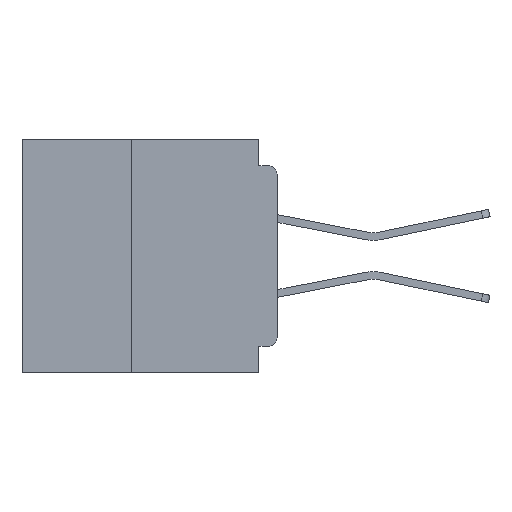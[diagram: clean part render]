
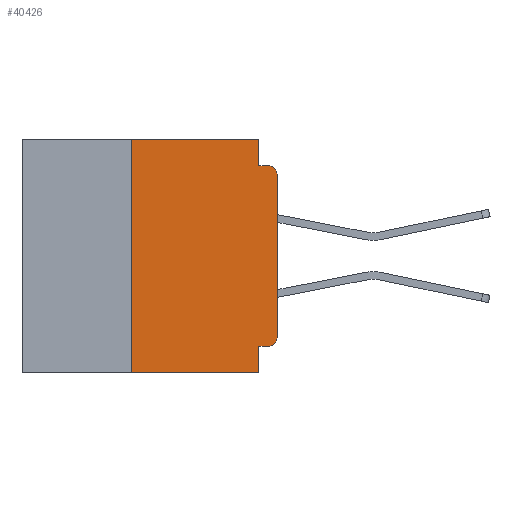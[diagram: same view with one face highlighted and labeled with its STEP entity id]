
A CAD part, left-side view. The second image highlights one B-rep face of the part: STEP entity #40426.
In plain terms, the highlighted planar face has unit normal (-1, 0, 0).
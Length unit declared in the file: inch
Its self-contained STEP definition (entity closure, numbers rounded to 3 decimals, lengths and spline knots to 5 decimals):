
#999 = VERTEX_POINT ( 'NONE', #18398 ) ;
#1306 = VERTEX_POINT ( 'NONE', #25878 ) ;
#2020 = VECTOR ( 'NONE', #25101, 39.37008 ) ;
#3602 = EDGE_CURVE ( 'NONE', #8053, #999, #36490, .T. ) ;
#4142 = CARTESIAN_POINT ( 'NONE',  ( 0., 0.031, 0. ) ) ;
#6373 = EDGE_CURVE ( 'NONE', #22921, #999, #32458, .T. ) ;
#7368 = DIRECTION ( 'NONE',  ( -1., 0., 0. ) ) ;
#8053 = VERTEX_POINT ( 'NONE', #17330 ) ;
#8179 = VECTOR ( 'NONE', #21823, 39.37008 ) ;
#9018 = ORIENTED_EDGE ( 'NONE', *, *, #13610, .F. ) ;
#10880 = ORIENTED_EDGE ( 'NONE', *, *, #17623, .F. ) ;
#11253 = CARTESIAN_POINT ( 'NONE',  ( 0., 0., -0.355 ) ) ;
#11592 = CARTESIAN_POINT ( 'NONE',  ( 0., 0.015, -0.045 ) ) ;
#11687 = CARTESIAN_POINT ( 'NONE',  ( 0., 0.031, 0. ) ) ;
#11897 = CARTESIAN_POINT ( 'NONE',  ( 0., 0.031, -0.4 ) ) ;
#11925 = DIRECTION ( 'NONE',  ( 0., 0., 1. ) ) ;
#12316 = DIRECTION ( 'NONE',  ( 0., 0., -1. ) ) ;
#12580 = ORIENTED_EDGE ( 'NONE', *, *, #32954, .T. ) ;
#12718 = CARTESIAN_POINT ( 'NONE',  ( 0., 0.031, -0.045 ) ) ;
#12822 = DIRECTION ( 'NONE',  ( 0., 0., 1. ) ) ;
#13610 = EDGE_CURVE ( 'NONE', #1306, #52408, #19330, .T. ) ;
#13704 = DIRECTION ( 'NONE',  ( 0., 0., -1. ) ) ;
#15213 = EDGE_CURVE ( 'NONE', #20442, #37611, #51294, .T. ) ;
#15460 = DIRECTION ( 'NONE',  ( 0., 1., 0. ) ) ;
#16800 = DIRECTION ( 'NONE',  ( -1., 0., 0. ) ) ;
#16801 = CARTESIAN_POINT ( 'NONE',  ( 0., 0., -0.045 ) ) ;
#17330 = CARTESIAN_POINT ( 'NONE',  ( 0., 0.031, -0.355 ) ) ;
#17623 = EDGE_CURVE ( 'NONE', #22921, #1306, #19983, .T. ) ;
#17823 = CIRCLE ( 'NONE', #38103, 0.015 ) ;
#17888 = ORIENTED_EDGE ( 'NONE', *, *, #6373, .T. ) ;
#18398 = CARTESIAN_POINT ( 'NONE',  ( 0., 0.031, -0.4 ) ) ;
#18840 = VECTOR ( 'NONE', #26713, 39.37008 ) ;
#19330 = LINE ( 'NONE', #42336, #8179 ) ;
#19983 = LINE ( 'NONE', #28841, #51486 ) ;
#20422 = EDGE_CURVE ( 'NONE', #52408, #20442, #33919, .T. ) ;
#20442 = VERTEX_POINT ( 'NONE', #12718 ) ;
#21517 = VECTOR ( 'NONE', #15460, 39.37008 ) ;
#21823 = DIRECTION ( 'NONE',  ( 0., -1., 0. ) ) ;
#21937 = CARTESIAN_POINT ( 'NONE',  ( 0., 0.437, 0. ) ) ;
#22343 = CARTESIAN_POINT ( 'NONE',  ( 0., 0.015, -0.355 ) ) ;
#22377 = ORIENTED_EDGE ( 'NONE', *, *, #15213, .F. ) ;
#22828 = LINE ( 'NONE', #11253, #21517 ) ;
#22921 = VERTEX_POINT ( 'NONE', #29593 ) ;
#24177 = VECTOR ( 'NONE', #12316, 39.37008 ) ;
#25101 = DIRECTION ( 'NONE',  ( 0., 0., -1. ) ) ;
#25878 = CARTESIAN_POINT ( 'NONE',  ( 0., 0.25, 0. ) ) ;
#26084 = PLANE ( 'NONE',  #37881 ) ;
#26713 = DIRECTION ( 'NONE',  ( 0., -1., 0. ) ) ;
#26917 = VECTOR ( 'NONE', #33481, 39.37008 ) ;
#27052 = ORIENTED_EDGE ( 'NONE', *, *, #3602, .F. ) ;
#27058 = CARTESIAN_POINT ( 'NONE',  ( 0., 0., -0.34 ) ) ;
#27405 = EDGE_CURVE ( 'NONE', #40639, #29292, #17823, .T. ) ;
#28421 = ORIENTED_EDGE ( 'NONE', *, *, #20422, .F. ) ;
#28841 = CARTESIAN_POINT ( 'NONE',  ( 0., 0.25, -0.4 ) ) ;
#29292 = VERTEX_POINT ( 'NONE', #27058 ) ;
#29593 = CARTESIAN_POINT ( 'NONE',  ( 0., 0.25, -0.4 ) ) ;
#30300 = FACE_OUTER_BOUND ( 'NONE', #48357, .T. ) ;
#32272 = ORIENTED_EDGE ( 'NONE', *, *, #42887, .T. ) ;
#32335 = CARTESIAN_POINT ( 'NONE',  ( 0., 0.015, -0.34 ) ) ;
#32458 = LINE ( 'NONE', #43057, #18840 ) ;
#32954 = EDGE_CURVE ( 'NONE', #40030, #37611, #47929, .T. ) ;
#33481 = DIRECTION ( 'NONE',  ( 0., -1., 0. ) ) ;
#33544 = CARTESIAN_POINT ( 'NONE',  ( 0., 0., 0. ) ) ;
#33919 = LINE ( 'NONE', #4142, #2020 ) ;
#35901 = ORIENTED_EDGE ( 'NONE', *, *, #27405, .T. ) ;
#36490 = LINE ( 'NONE', #11897, #24177 ) ;
#36496 = DIRECTION ( 'NONE',  ( 0., 0., -1. ) ) ;
#37611 = VERTEX_POINT ( 'NONE', #11592 ) ;
#37881 = AXIS2_PLACEMENT_3D ( 'NONE', #21937, #38549, #13704 ) ;
#38103 = AXIS2_PLACEMENT_3D ( 'NONE', #32335, #7368, #36496 ) ;
#38549 = DIRECTION ( 'NONE',  ( 1., 0., 0. ) ) ;
#38990 = VECTOR ( 'NONE', #12822, 39.37008 ) ;
#40030 = VERTEX_POINT ( 'NONE', #47837 ) ;
#40287 = LINE ( 'NONE', #33544, #38990 ) ;
#40426 = ADVANCED_FACE ( 'NONE', ( #30300 ), #26084, .F. ) ;
#40639 = VERTEX_POINT ( 'NONE', #22343 ) ;
#41535 = CARTESIAN_POINT ( 'NONE',  ( 0., 0.015, -0.06 ) ) ;
#42336 = CARTESIAN_POINT ( 'NONE',  ( 0., 0.437, 0. ) ) ;
#42887 = EDGE_CURVE ( 'NONE', #29292, #40030, #40287, .T. ) ;
#43057 = CARTESIAN_POINT ( 'NONE',  ( 0., 0.437, -0.4 ) ) ;
#45619 = DIRECTION ( 'NONE',  ( 0., 0., -1. ) ) ;
#47837 = CARTESIAN_POINT ( 'NONE',  ( 0., 0., -0.06 ) ) ;
#47848 = AXIS2_PLACEMENT_3D ( 'NONE', #41535, #16800, #45619 ) ;
#47929 = CIRCLE ( 'NONE', #47848, 0.015 ) ;
#48357 = EDGE_LOOP ( 'NONE', ( #32272, #12580, #22377, #28421, #9018, #10880, #17888, #27052, #52262, #35901 ) ) ;
#49370 = EDGE_CURVE ( 'NONE', #40639, #8053, #22828, .T. ) ;
#51294 = LINE ( 'NONE', #16801, #26917 ) ;
#51486 = VECTOR ( 'NONE', #11925, 39.37008 ) ;
#52262 = ORIENTED_EDGE ( 'NONE', *, *, #49370, .F. ) ;
#52408 = VERTEX_POINT ( 'NONE', #11687 ) ;
